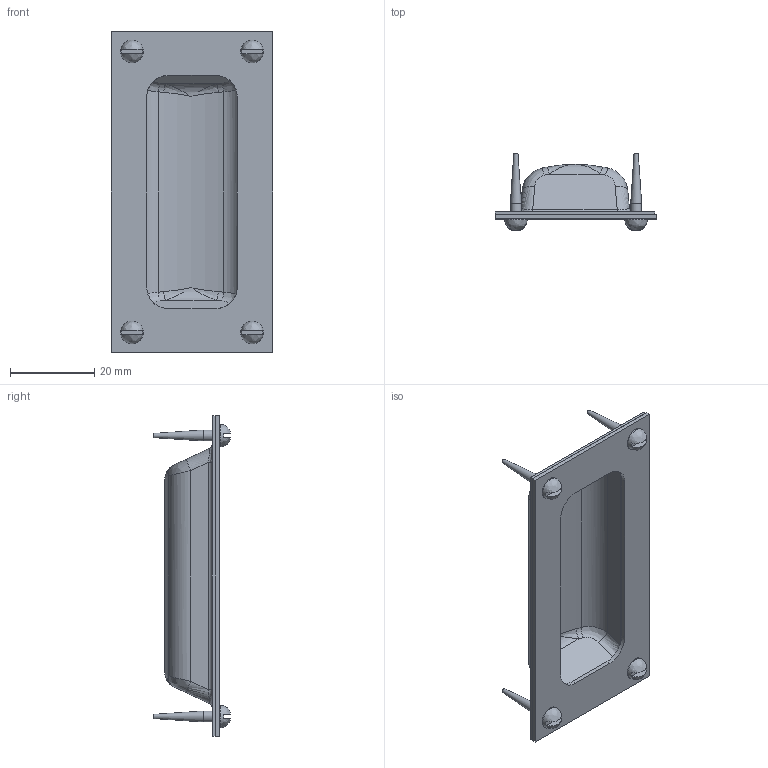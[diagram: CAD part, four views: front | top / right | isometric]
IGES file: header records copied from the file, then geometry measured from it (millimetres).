
Global section: file name: P1739-A; native system: Autodesk Inventor 2018; preprocessor: unknown; author: ashami; date: 20180914.082241; units: millimetre
Bounding box: 38.5 x 18.41 x 76.2 mm (x, y, z)
Volume: 4839.6 mm3; surface area: 12704 mm2
Topology: 6 solids, 6 shells, 138 faces, 320 edges, 200 vertices
Faces by surface type: bspline 138
